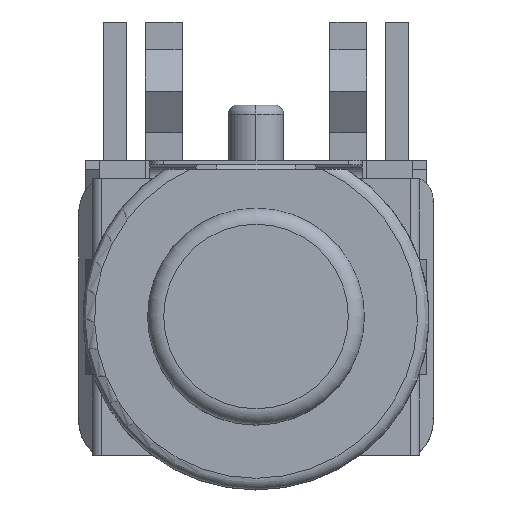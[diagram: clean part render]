
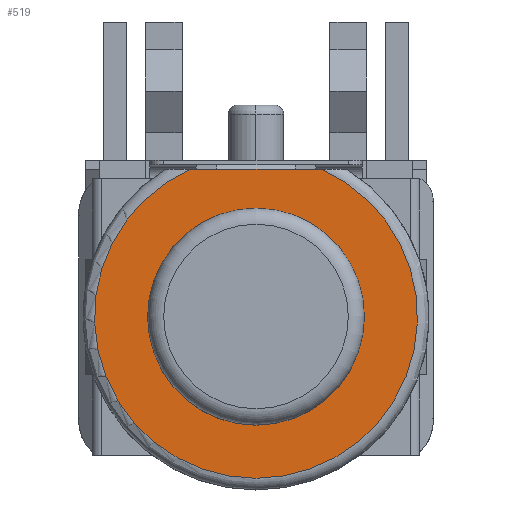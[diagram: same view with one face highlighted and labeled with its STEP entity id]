
A CAD part, top view. The second image highlights one B-rep face of the part: STEP entity #519.
In plain terms, the highlighted planar face has unit normal (0, 0, 1).
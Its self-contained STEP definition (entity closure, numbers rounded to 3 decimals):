
#73=CARTESIAN_POINT('',(-1.418,3.2,5.95));
#74=VERTEX_POINT('',#73);
#92=CARTESIAN_POINT('',(1.418,3.2,5.95));
#93=VERTEX_POINT('',#92);
#94=CARTESIAN_POINT('',(1.418,3.2,5.95));
#95=DIRECTION('',(-1.0,0.0,0.0));
#96=VECTOR('',#95,2.835);
#97=LINE('',#94,#96);
#98=EDGE_CURVE('',#93,#74,#97,.T.);
#190=CARTESIAN_POINT('',(0.0,0.0,5.95));
#191=DIRECTION('',(0.0,0.0,-1.0));
#192=DIRECTION('',(0.0,-1.0,0.0));
#193=AXIS2_PLACEMENT_3D('',#190,#191,#192);
#194=CIRCLE('',#193,3.5);
#195=EDGE_CURVE('',#93,#74,#194,.T.);
#499=CARTESIAN_POINT('',(3.844,3.535,5.95));
#500=DIRECTION('',(0.0,0.0,1.0));
#501=DIRECTION('',(1.0,0.0,0.0));
#502=AXIS2_PLACEMENT_3D('',#499,#500,#501);
#503=PLANE('',#502);
#504=ORIENTED_EDGE('',*,*,#98,.T.);
#505=ORIENTED_EDGE('',*,*,#195,.F.);
#506=EDGE_LOOP('',(#504,#505));
#507=FACE_OUTER_BOUND('',#506,.T.);
#508=CARTESIAN_POINT('',(0.,2.35,5.95));
#509=VERTEX_POINT('',#508);
#510=CARTESIAN_POINT('',(0.0,0.0,5.95));
#511=DIRECTION('',(0.0,0.0,1.0));
#512=DIRECTION('',(0.0,1.0,0.0));
#513=AXIS2_PLACEMENT_3D('',#510,#511,#512);
#514=CIRCLE('',#513,2.35);
#515=EDGE_CURVE('',#509,#509,#514,.T.);
#516=ORIENTED_EDGE('',*,*,#515,.F.);
#517=EDGE_LOOP('',(#516));
#518=FACE_BOUND('',#517,.T.);
#519=ADVANCED_FACE('',(#507,#518),#503,.T.);
